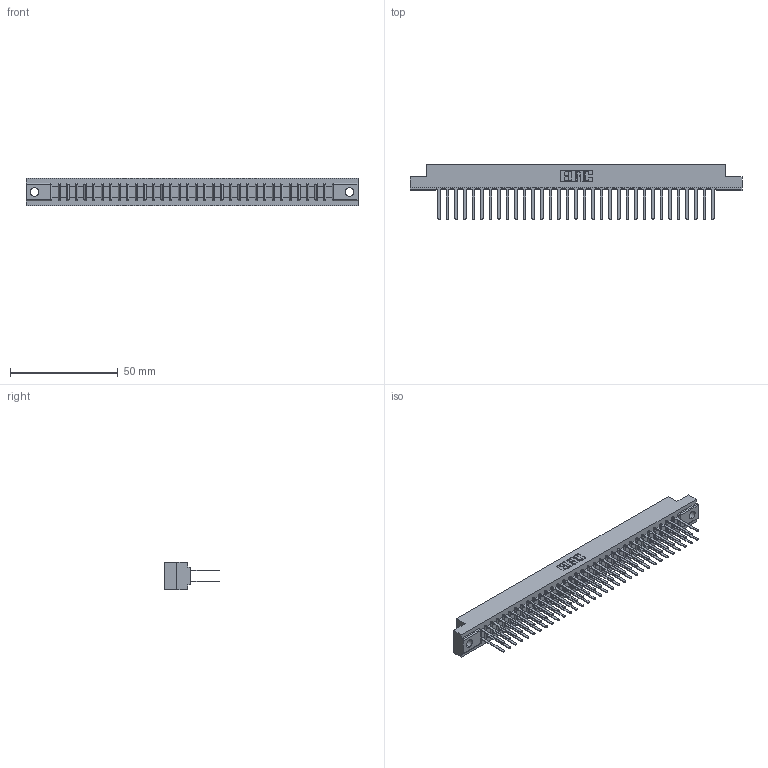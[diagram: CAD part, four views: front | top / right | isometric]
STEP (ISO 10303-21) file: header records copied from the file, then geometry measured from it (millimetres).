
FILE_DESCRIPTION (( 'STEP AP203' ), '1' );
FILE_NAME ('307-066-542-202.STEP', '2019-09-06T18:11:45', ( '' ), ( '' ), 'SwSTEP 2.0', 'SolidWorks 2016', '' );
FILE_SCHEMA (( 'CONFIG_CONTROL_DESIGN' ));
Length unit declared in the file: inch
Products named in the file (3): 307 Part_.128 Dia Mounting Holes; 307-290-001_542; 307-066-542-202
Assembly tree (67 placements, depth 2):
  307-066-542-202
    307 Part_.128 Dia Mounting Holes
    307-290-001_542  x66
Bounding box: 153.77 x 25.43 x 12.7 mm (x, y, z)
Volume: 16452.3 mm3; surface area: 21189.8 mm2
Topology: 67 solids, 67 shells, 3188 faces, 8903 edges, 5754 vertices
Faces by surface type: plane 2116, cylinder 1004, sphere 68
Entity records: 30426 total; most frequent: CARTESIAN_POINT 4977, ORIENTED_EDGE 4930, DIRECTION 4879, EDGE_CURVE 2465, LINE 1887, VECTOR 1887, VERTEX_POINT 1594, AXIS2_PLACEMENT_3D 1496
